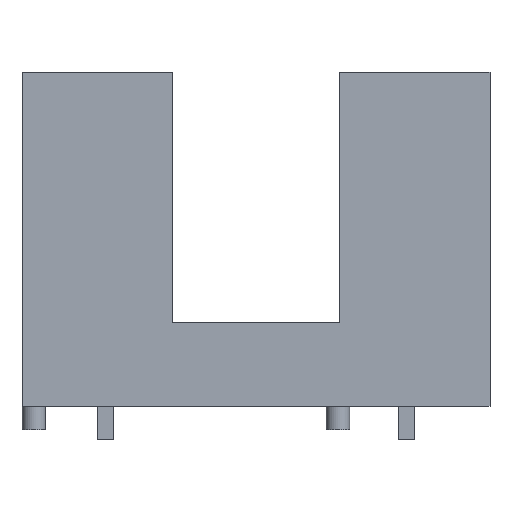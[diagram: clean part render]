
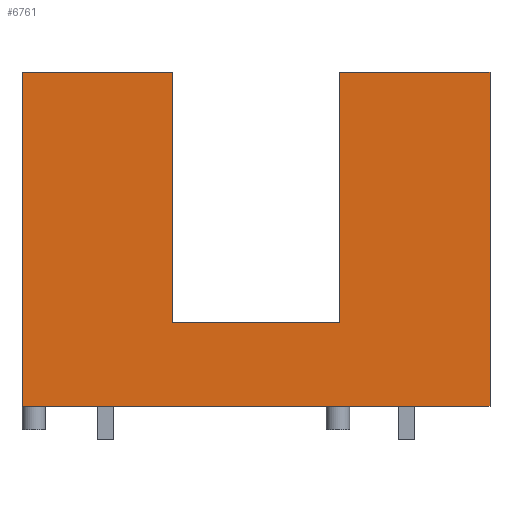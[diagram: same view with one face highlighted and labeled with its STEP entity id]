
A CAD part, front view. The second image highlights one B-rep face of the part: STEP entity #6761.
In plain terms, the highlighted planar face has unit normal (0, -1, 0).
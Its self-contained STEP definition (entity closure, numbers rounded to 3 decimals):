
#180 = CARTESIAN_POINT ( 'NONE',  ( 2.5, -3.05, 2.5 ) ) ;
#535 = DIRECTION ( 'NONE',  ( 0., 0., -1. ) ) ;
#539 = VECTOR ( 'NONE', #4193, 1000. ) ;
#587 = CARTESIAN_POINT ( 'NONE',  ( 7., -3.05, 0. ) ) ;
#864 = LINE ( 'NONE', #3155, #539 ) ;
#1086 = CARTESIAN_POINT ( 'NONE',  ( 7., -3.05, 0. ) ) ;
#1372 = CARTESIAN_POINT ( 'NONE',  ( 7., -3.05, 10. ) ) ;
#1619 = CARTESIAN_POINT ( 'NONE',  ( 2.5, -3.05, 2.5 ) ) ;
#2030 = VECTOR ( 'NONE', #4246, 1000. ) ;
#2307 = VECTOR ( 'NONE', #5795, 1000. ) ;
#2583 = DIRECTION ( 'NONE',  ( 1., 0., 0. ) ) ;
#2615 = ORIENTED_EDGE ( 'NONE', *, *, #6982, .F. ) ;
#2722 = EDGE_CURVE ( 'NONE', #7293, #10138, #11021, .T. ) ;
#2768 = DIRECTION ( 'NONE',  ( 0., 0., 1. ) ) ;
#2783 = ORIENTED_EDGE ( 'NONE', *, *, #6624, .T. ) ;
#2891 = ORIENTED_EDGE ( 'NONE', *, *, #11382, .F. ) ;
#3143 = LINE ( 'NONE', #1372, #5890 ) ;
#3155 = CARTESIAN_POINT ( 'NONE',  ( 7., -3.05, 10. ) ) ;
#3285 = VERTEX_POINT ( 'NONE', #4216 ) ;
#3334 = EDGE_CURVE ( 'NONE', #12447, #11691, #13250, .T. ) ;
#3342 = DIRECTION ( 'NONE',  ( 1., 0., 0. ) ) ;
#3642 = VERTEX_POINT ( 'NONE', #11969 ) ;
#3904 = CARTESIAN_POINT ( 'NONE',  ( 7., -3.05, 10. ) ) ;
#3998 = VECTOR ( 'NONE', #2583, 1000. ) ;
#4193 = DIRECTION ( 'NONE',  ( 1., 0., 0. ) ) ;
#4216 = CARTESIAN_POINT ( 'NONE',  ( 7., -3.05, 10. ) ) ;
#4242 = VECTOR ( 'NONE', #2768, 1000. ) ;
#4246 = DIRECTION ( 'NONE',  ( 1., 0., 0. ) ) ;
#4409 = ORIENTED_EDGE ( 'NONE', *, *, #9411, .T. ) ;
#4777 = EDGE_CURVE ( 'NONE', #3285, #8444, #3143, .T. ) ;
#4915 = DIRECTION ( 'NONE',  ( -1., 0., 0. ) ) ;
#5183 = CARTESIAN_POINT ( 'NONE',  ( -7., -3.05, 0. ) ) ;
#5341 = EDGE_CURVE ( 'NONE', #6809, #3642, #12181, .T. ) ;
#5700 = CARTESIAN_POINT ( 'NONE',  ( -7., -3.05, 10. ) ) ;
#5795 = DIRECTION ( 'NONE',  ( 1., 0., 0. ) ) ;
#5840 = CARTESIAN_POINT ( 'NONE',  ( -2.5, -3.05, 2.5 ) ) ;
#5843 = VECTOR ( 'NONE', #3342, 1000. ) ;
#5890 = VECTOR ( 'NONE', #7537, 1000. ) ;
#6513 = CARTESIAN_POINT ( 'NONE',  ( -6.65, -3.05, 0. ) ) ;
#6624 = EDGE_CURVE ( 'NONE', #10138, #8444, #11901, .T. ) ;
#6761 = ADVANCED_FACE ( 'NONE', ( #7854 ), #11089, .F. ) ;
#6809 = VERTEX_POINT ( 'NONE', #7023 ) ;
#6982 = EDGE_CURVE ( 'NONE', #10573, #3642, #10270, .T. ) ;
#7023 = CARTESIAN_POINT ( 'NONE',  ( -2.5, -3.05, 2.5 ) ) ;
#7172 = CARTESIAN_POINT ( 'NONE',  ( -7., -3.05, 10. ) ) ;
#7293 = VERTEX_POINT ( 'NONE', #5183 ) ;
#7336 = ORIENTED_EDGE ( 'NONE', *, *, #2722, .T. ) ;
#7422 = CARTESIAN_POINT ( 'NONE',  ( 7., -3.05, 10. ) ) ;
#7484 = VECTOR ( 'NONE', #535, 1000. ) ;
#7537 = DIRECTION ( 'NONE',  ( 0., 0., -1. ) ) ;
#7805 = LINE ( 'NONE', #5840, #2307 ) ;
#7854 = FACE_OUTER_BOUND ( 'NONE', #8699, .T. ) ;
#8157 = ORIENTED_EDGE ( 'NONE', *, *, #10643, .F. ) ;
#8444 = VERTEX_POINT ( 'NONE', #1086 ) ;
#8462 = DIRECTION ( 'NONE',  ( 0., 0., 1. ) ) ;
#8502 = CARTESIAN_POINT ( 'NONE',  ( 7., -3.05, 0. ) ) ;
#8699 = EDGE_LOOP ( 'NONE', ( #8157, #12750, #2891, #11683, #2615, #4409, #7336, #2783, #13248 ) ) ;
#9411 = EDGE_CURVE ( 'NONE', #10573, #7293, #10262, .T. ) ;
#10032 = CARTESIAN_POINT ( 'NONE',  ( -2.5, -3.05, 2.5 ) ) ;
#10138 = VERTEX_POINT ( 'NONE', #6513 ) ;
#10262 = LINE ( 'NONE', #5700, #7484 ) ;
#10270 = LINE ( 'NONE', #7422, #2030 ) ;
#10492 = VECTOR ( 'NONE', #8462, 1000. ) ;
#10573 = VERTEX_POINT ( 'NONE', #7172 ) ;
#10643 = EDGE_CURVE ( 'NONE', #11691, #3285, #864, .T. ) ;
#11021 = LINE ( 'NONE', #8502, #5843 ) ;
#11089 = PLANE ( 'NONE',  #12468 ) ;
#11133 = DIRECTION ( 'NONE',  ( 0., 1., 0. ) ) ;
#11376 = CARTESIAN_POINT ( 'NONE',  ( 2.5, -3.05, 10. ) ) ;
#11382 = EDGE_CURVE ( 'NONE', #6809, #12447, #7805, .T. ) ;
#11683 = ORIENTED_EDGE ( 'NONE', *, *, #5341, .T. ) ;
#11691 = VERTEX_POINT ( 'NONE', #11376 ) ;
#11901 = LINE ( 'NONE', #587, #3998 ) ;
#11969 = CARTESIAN_POINT ( 'NONE',  ( -2.5, -3.05, 10. ) ) ;
#12181 = LINE ( 'NONE', #10032, #4242 ) ;
#12447 = VERTEX_POINT ( 'NONE', #1619 ) ;
#12468 = AXIS2_PLACEMENT_3D ( 'NONE', #3904, #11133, #4915 ) ;
#12750 = ORIENTED_EDGE ( 'NONE', *, *, #3334, .F. ) ;
#13248 = ORIENTED_EDGE ( 'NONE', *, *, #4777, .F. ) ;
#13250 = LINE ( 'NONE', #180, #10492 ) ;
